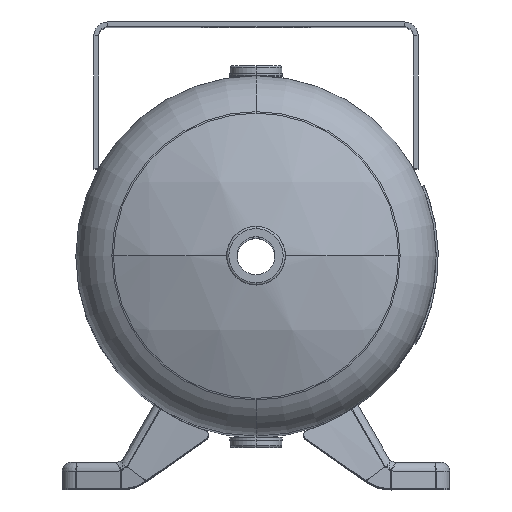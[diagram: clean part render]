
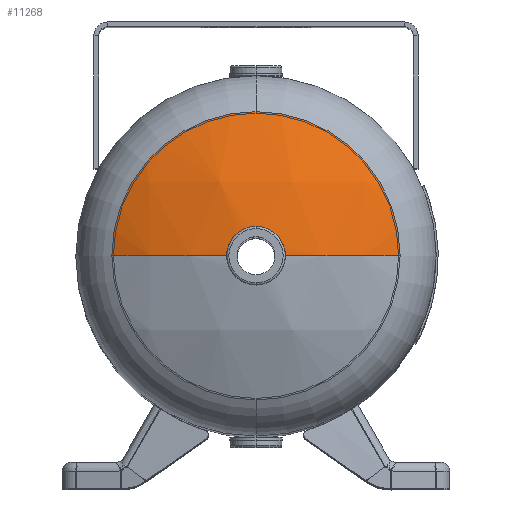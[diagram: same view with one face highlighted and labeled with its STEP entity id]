
A CAD part, top view. The second image highlights one B-rep face of the part: STEP entity #11268.
In plain terms, the highlighted spherical face has radius 228.6 mm.
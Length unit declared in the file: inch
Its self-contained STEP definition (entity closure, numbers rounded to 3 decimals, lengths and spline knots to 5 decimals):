
#197 = CIRCLE ( 'NONE', #204, 0.69 ) ;
#204 = AXIS2_PLACEMENT_3D ( 'NONE', #14054, #14055, #14056 ) ;
#214 = CIRCLE ( 'NONE', #217, 4. ) ;
#217 = AXIS2_PLACEMENT_3D ( 'NONE', #14074, #14075, #14076 ) ;
#220 = CIRCLE ( 'NONE', #223, 4. ) ;
#223 = AXIS2_PLACEMENT_3D ( 'NONE', #14084, #14085, #14086 ) ;
#1280 = CIRCLE ( 'NONE', #1283, 9. ) ;
#1283 = AXIS2_PLACEMENT_3D ( 'NONE', #14261, #14262, #14263 ) ;
#3206 = EDGE_CURVE ( 'NONE', #6170, #13813, #5954, .T. ) ;
#3270 = EDGE_CURVE ( 'NONE', #6170, #13815, #197, .T. ) ;
#3277 = EDGE_CURVE ( 'NONE', #6172, #13811, #214, .T. ) ;
#3280 = EDGE_CURVE ( 'NONE', #13811, #13813, #220, .T. ) ;
#3306 = EDGE_CURVE ( 'NONE', #13815, #6172, #1280, .T. ) ;
#3776 = CARTESIAN_POINT ( 'NONE',  ( 0., 0., 6. ) ) ;
#3777 = FACE_OUTER_BOUND ( 'NONE', #16633, .T. ) ;
#3779 = SPHERICAL_SURFACE ( 'NONE', #8326, 9. ) ;
#3782 = DIRECTION ( 'NONE',  ( 0., -1., 0. ) ) ;
#3783 = DIRECTION ( 'NONE',  ( 1., 0., 0. ) ) ;
#5954 = CIRCLE ( 'NONE', #5959, 9. ) ;
#5959 = AXIS2_PLACEMENT_3D ( 'NONE', #10444, #10445, #10446 ) ;
#6018 = CARTESIAN_POINT ( 'NONE',  ( 4., 0., 14.06226 ) ) ;
#6022 = CARTESIAN_POINT ( 'NONE',  ( 0., 4., 14.06226 ) ) ;
#6025 = CARTESIAN_POINT ( 'NONE',  ( -0.69, 0., 14.97351 ) ) ;
#6170 = VERTEX_POINT ( 'NONE', #7795 ) ;
#6172 = VERTEX_POINT ( 'NONE', #7797 ) ;
#6560 = ORIENTED_EDGE ( 'NONE', *, *, #3306, .F. ) ;
#6562 = ORIENTED_EDGE ( 'NONE', *, *, #3270, .F. ) ;
#6564 = ORIENTED_EDGE ( 'NONE', *, *, #3206, .T. ) ;
#6566 = ORIENTED_EDGE ( 'NONE', *, *, #3280, .F. ) ;
#6568 = ORIENTED_EDGE ( 'NONE', *, *, #3277, .F. ) ;
#7795 = CARTESIAN_POINT ( 'NONE',  ( 0.69, 0., 14.97351 ) ) ;
#7797 = CARTESIAN_POINT ( 'NONE',  ( -4., 0., 14.06226 ) ) ;
#8326 = AXIS2_PLACEMENT_3D ( 'NONE', #3776, #3782, #3783 ) ;
#10444 = CARTESIAN_POINT ( 'NONE',  ( 0., 0., 6. ) ) ;
#10445 = DIRECTION ( 'NONE',  ( 0., 1., 0. ) ) ;
#10446 = DIRECTION ( 'NONE',  ( 0., 0., 1. ) ) ;
#11268 = ADVANCED_FACE ( 'NONE', ( #3777 ), #3779, .T. ) ;
#13811 = VERTEX_POINT ( 'NONE', #6022 ) ;
#13813 = VERTEX_POINT ( 'NONE', #6018 ) ;
#13815 = VERTEX_POINT ( 'NONE', #6025 ) ;
#14054 = CARTESIAN_POINT ( 'NONE',  ( 0., 0., 14.97351 ) ) ;
#14055 = DIRECTION ( 'NONE',  ( 0., 0., 1. ) ) ;
#14056 = DIRECTION ( 'NONE',  ( -1., 0., 0. ) ) ;
#14074 = CARTESIAN_POINT ( 'NONE',  ( 0., 0., 14.06226 ) ) ;
#14075 = DIRECTION ( 'NONE',  ( 0., 0., -1. ) ) ;
#14076 = DIRECTION ( 'NONE',  ( 0., 1., 0. ) ) ;
#14084 = CARTESIAN_POINT ( 'NONE',  ( 0., 0., 14.06226 ) ) ;
#14085 = DIRECTION ( 'NONE',  ( 0., 0., -1. ) ) ;
#14086 = DIRECTION ( 'NONE',  ( 0., 1., 0. ) ) ;
#14261 = CARTESIAN_POINT ( 'NONE',  ( 0., 0., 6. ) ) ;
#14262 = DIRECTION ( 'NONE',  ( 0., -1., 0. ) ) ;
#14263 = DIRECTION ( 'NONE',  ( 1., 0., 0. ) ) ;
#16633 = EDGE_LOOP ( 'NONE', ( #6560, #6562, #6564, #6566, #6568 ) ) ;
